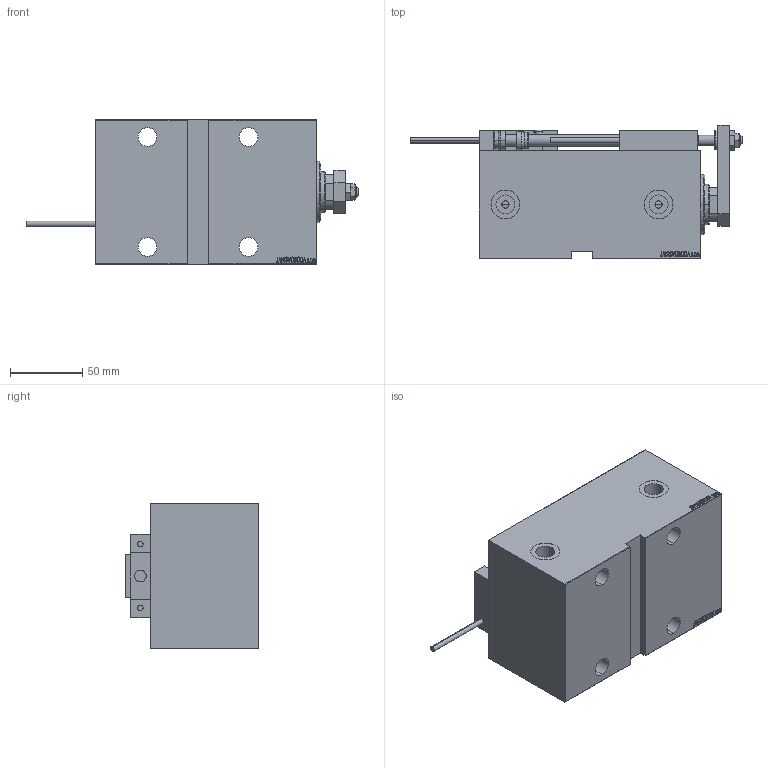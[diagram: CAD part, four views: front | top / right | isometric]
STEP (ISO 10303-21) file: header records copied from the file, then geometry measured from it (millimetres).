
FILE_DESCRIPTION (( 'STEP AP203' ), '1' );
FILE_NAME ('3808.STEP', '2021-03-18T21:24:33', ( '' ), ( '' ), 'SwSTEP 2.0', 'SolidWorks 2019', '' );
FILE_SCHEMA (( 'CONFIG_CONTROL_DESIGN' ));
Length unit declared in the file: millimetre
Products named in the file (16): ZARAZKA d64e5ef0a49dabc19120cbec3f9d9f85; V450CM_E_VCP d64e5ef0a49dabc19120cbec3f9d9f85; MAGNET d64e5ef0a49dabc19120cbec3f9d9f85; SWITCH DIM B,W d64e5ef0a49dabc19120cbec3f9d9f85; Block d64e5ef0a49dabc19120cbec3f9d9f85; TYC_L79 d64e5ef0a49dabc19120cbec3f9d9f85; SWITCH_X_FRONT_BACK d64e5ef0a49dabc19120cbec3f9d9f85; KONCOVKA d64e5ef0a49dabc19120cbec3f9d9f85; V450CM_E d64e5ef0a49dabc19120cbec3f9d9f85; 3808; ALLEN BOLT D5 d64e5ef0a49dabc19120cbec3f9d9f85; NUT_D12 d64e5ef0a49dabc19120cbec3f9d9f85; NUT_D10 d64e5ef0a49dabc19120cbec3f9d9f85; ALLEN BOLT D8 d64e5ef0a49dabc19120cbec3f9d9f85; V450CM_VC_B d64e5ef0a49dabc19120cbec3f9d9f85; SWITCH X d64e5ef0a49dabc19120cbec3f9d9f85
Assembly tree (25 placements, depth 3):
  3808
    V450CM_E d64e5ef0a49dabc19120cbec3f9d9f85
    V450CM_E_VCP d64e5ef0a49dabc19120cbec3f9d9f85
    V450CM_VC_B d64e5ef0a49dabc19120cbec3f9d9f85
    SWITCH X d64e5ef0a49dabc19120cbec3f9d9f85
      SWITCH_X_FRONT_BACK d64e5ef0a49dabc19120cbec3f9d9f85  x2
      TYC_L79 d64e5ef0a49dabc19120cbec3f9d9f85
      Block d64e5ef0a49dabc19120cbec3f9d9f85  x2
      ALLEN BOLT D5 d64e5ef0a49dabc19120cbec3f9d9f85  x4
      ALLEN BOLT D8 d64e5ef0a49dabc19120cbec3f9d9f85  x4
      MAGNET d64e5ef0a49dabc19120cbec3f9d9f85  x2
      KONCOVKA d64e5ef0a49dabc19120cbec3f9d9f85  x2
    SWITCH DIM B,W d64e5ef0a49dabc19120cbec3f9d9f85
    ZARAZKA d64e5ef0a49dabc19120cbec3f9d9f85
    NUT_D10 d64e5ef0a49dabc19120cbec3f9d9f85
    NUT_D12 d64e5ef0a49dabc19120cbec3f9d9f85
Bounding box: 229.7 x 92.5 x 100 mm (x, y, z)
Volume: 1016906.1 mm3; surface area: 165155.8 mm2
Topology: 24 solids, 24 shells, 1296 faces, 3108 edges, 1986 vertices
Faces by surface type: plane 571, bspline 380, cylinder 184, cone 113, torus 44, sphere 4
Entity records: 50275 total; most frequent: CARTESIAN_POINT 25564, ORIENTED_EDGE 5236, DIRECTION 3515, EDGE_CURVE 2618, VERTEX_POINT 1710, VECTOR 1513, LINE 1513, EDGE_LOOP 1206
